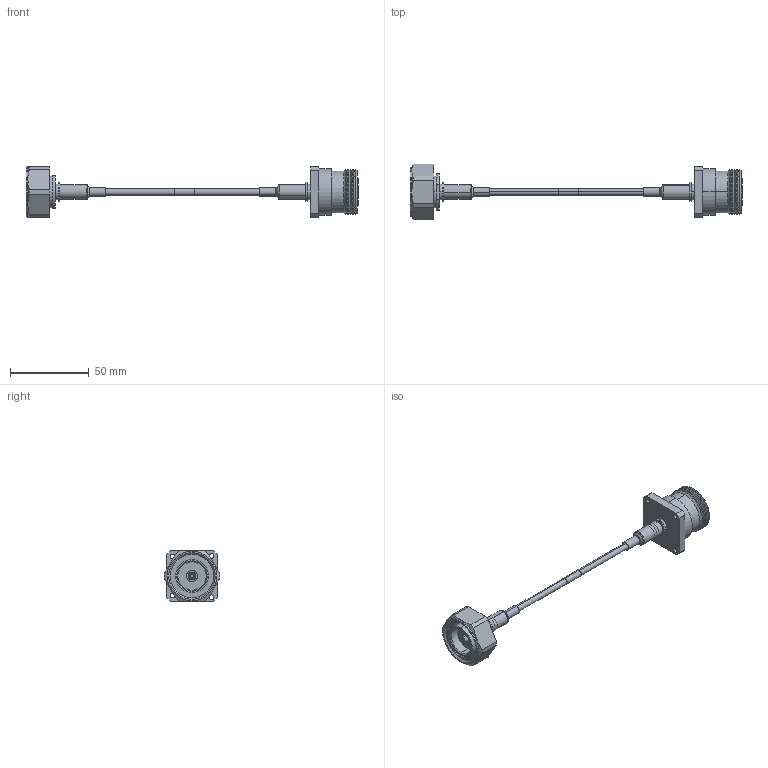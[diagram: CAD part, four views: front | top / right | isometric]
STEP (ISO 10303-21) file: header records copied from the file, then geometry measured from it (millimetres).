
FILE_DESCRIPTION (( 'STEP AP214' ), '1' );
FILE_NAME ('PE3C7994.STEP', '2021-04-12T14:48:03', ( '' ), ( '' ), 'SwSTEP 2.0', 'SolidWorks 2020', '' );
FILE_SCHEMA (( 'AUTOMOTIVE_DESIGN' ));
Length unit declared in the file: millimetre
Products named in the file (5): TC-402-716M-LP-PE; PE3C7994; CA-195R-MA1_.345" OD AT FERRULE; TC-402-716F-PM-LP-PE; TFT-402-LF_WITH LABEL
Assembly tree (5 placements, depth 2):
  PE3C7994
    TFT-402-LF_WITH LABEL
    TC-402-716M-LP-PE
    TC-402-716F-PM-LP-PE
    CA-195R-MA1_.345" OD AT FERRULE  x2
Bounding box: 210.61 x 35.23 x 32 mm (x, y, z)
Volume: 30978.3 mm3; surface area: 18780.1 mm2
Topology: 5 solids, 5 shells, 295 faces, 668 edges, 407 vertices
Faces by surface type: cylinder 110, cone 78, plane 73, torus 34
Entity records: 8443 total; most frequent: CARTESIAN_POINT 1857, DIRECTION 1454, ORIENTED_EDGE 1244, EDGE_CURVE 622, AXIS2_PLACEMENT_3D 599, VERTEX_POINT 383, CIRCLE 318, EDGE_LOOP 311
